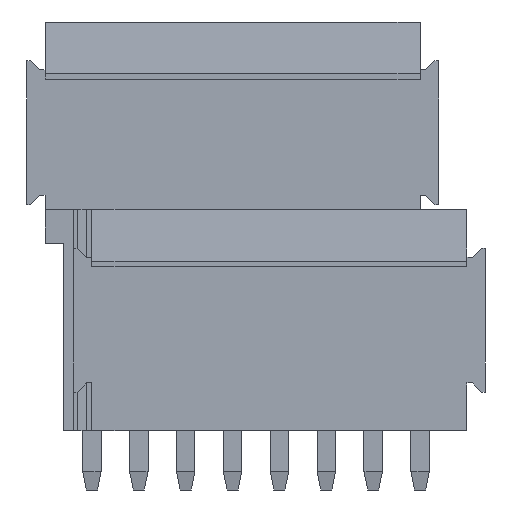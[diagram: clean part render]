
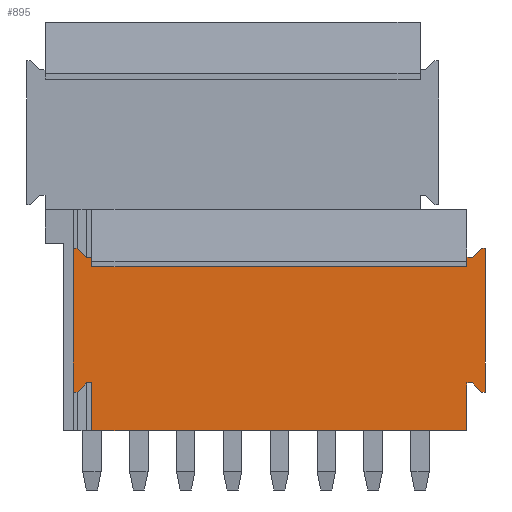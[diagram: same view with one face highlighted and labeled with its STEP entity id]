
A CAD part, front view. The second image highlights one B-rep face of the part: STEP entity #895.
In plain terms, the highlighted planar face has unit normal (0, -1, 0).
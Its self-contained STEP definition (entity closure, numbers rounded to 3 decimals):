
#756=AXIS2_PLACEMENT_3D('Plane Axis2P3D',#753,#754,#755) ;
#660=CARTESIAN_POINT('Vertex',(3.54,0.8,12.1)) ;
#663=CARTESIAN_POINT('Line Origine',(13.7,0.8,12.1)) ;
#667=CARTESIAN_POINT('Vertex',(23.86,0.8,12.1)) ;
#686=CARTESIAN_POINT('Vertex',(3.54,0.8,12.6)) ;
#689=CARTESIAN_POINT('Line Origine',(3.54,0.8,12.35)) ;
#708=CARTESIAN_POINT('Vertex',(3.54,0.8,5.8)) ;
#734=CARTESIAN_POINT('Vertex',(3.54,0.8,3.2)) ;
#737=CARTESIAN_POINT('Line Origine',(3.54,0.8,4.5)) ;
#753=CARTESIAN_POINT('Axis2P3D Location',(1.,0.8,3.2)) ;
#758=CARTESIAN_POINT('Line Origine',(3.39,0.8,12.6)) ;
#762=CARTESIAN_POINT('Vertex',(3.24,0.8,12.6)) ;
#765=CARTESIAN_POINT('Line Origine',(2.99,0.8,12.85)) ;
#769=CARTESIAN_POINT('Vertex',(2.74,0.8,13.1)) ;
#772=CARTESIAN_POINT('Line Origine',(2.64,0.8,13.1)) ;
#776=CARTESIAN_POINT('Vertex',(2.54,0.8,13.1)) ;
#779=CARTESIAN_POINT('Line Origine',(2.54,0.8,9.2)) ;
#783=CARTESIAN_POINT('Vertex',(2.54,0.8,5.3)) ;
#786=CARTESIAN_POINT('Line Origine',(2.64,0.8,5.3)) ;
#790=CARTESIAN_POINT('Vertex',(2.74,0.8,5.3)) ;
#793=CARTESIAN_POINT('Line Origine',(2.99,0.8,5.55)) ;
#797=CARTESIAN_POINT('Vertex',(3.24,0.8,5.8)) ;
#800=CARTESIAN_POINT('Line Origine',(3.39,0.8,5.8)) ;
#805=CARTESIAN_POINT('Line Origine',(13.7,0.8,3.2)) ;
#809=CARTESIAN_POINT('Vertex',(23.86,0.8,3.2)) ;
#812=CARTESIAN_POINT('Line Origine',(23.86,0.8,4.5)) ;
#816=CARTESIAN_POINT('Vertex',(23.86,0.8,5.8)) ;
#819=CARTESIAN_POINT('Line Origine',(24.01,0.8,5.8)) ;
#823=CARTESIAN_POINT('Vertex',(24.16,0.8,5.8)) ;
#826=CARTESIAN_POINT('Line Origine',(24.41,0.8,5.55)) ;
#830=CARTESIAN_POINT('Vertex',(24.66,0.8,5.3)) ;
#833=CARTESIAN_POINT('Line Origine',(24.76,0.8,5.3)) ;
#837=CARTESIAN_POINT('Vertex',(24.86,0.8,5.3)) ;
#840=CARTESIAN_POINT('Line Origine',(24.86,0.8,9.2)) ;
#844=CARTESIAN_POINT('Vertex',(24.86,0.8,13.1)) ;
#847=CARTESIAN_POINT('Line Origine',(24.76,0.8,13.1)) ;
#851=CARTESIAN_POINT('Vertex',(24.66,0.8,13.1)) ;
#854=CARTESIAN_POINT('Line Origine',(24.41,0.8,12.85)) ;
#858=CARTESIAN_POINT('Vertex',(24.16,0.8,12.6)) ;
#861=CARTESIAN_POINT('Line Origine',(24.01,0.8,12.6)) ;
#865=CARTESIAN_POINT('Vertex',(23.86,0.8,12.6)) ;
#868=CARTESIAN_POINT('Line Origine',(23.86,0.8,12.35)) ;
#664=DIRECTION('Vector Direction',(1.,0.,0.)) ;
#690=DIRECTION('Vector Direction',(0.,0.,1.)) ;
#738=DIRECTION('Vector Direction',(0.,0.,1.)) ;
#754=DIRECTION('Axis2P3D Direction',(-0.,1.,0.)) ;
#755=DIRECTION('Axis2P3D XDirection',(0.,0.,1.)) ;
#759=DIRECTION('Vector Direction',(-1.,0.,0.)) ;
#766=DIRECTION('Vector Direction',(-0.707,0.,0.707)) ;
#773=DIRECTION('Vector Direction',(-1.,0.,0.)) ;
#780=DIRECTION('Vector Direction',(0.,0.,-1.)) ;
#787=DIRECTION('Vector Direction',(1.,0.,0.)) ;
#794=DIRECTION('Vector Direction',(0.707,0.,0.707)) ;
#801=DIRECTION('Vector Direction',(1.,0.,0.)) ;
#806=DIRECTION('Vector Direction',(1.,0.,0.)) ;
#813=DIRECTION('Vector Direction',(0.,0.,1.)) ;
#820=DIRECTION('Vector Direction',(-1.,0.,0.)) ;
#827=DIRECTION('Vector Direction',(-0.707,0.,0.707)) ;
#834=DIRECTION('Vector Direction',(-1.,0.,0.)) ;
#841=DIRECTION('Vector Direction',(0.,0.,-1.)) ;
#848=DIRECTION('Vector Direction',(1.,0.,0.)) ;
#855=DIRECTION('Vector Direction',(0.707,0.,0.707)) ;
#862=DIRECTION('Vector Direction',(1.,0.,0.)) ;
#869=DIRECTION('Vector Direction',(0.,0.,1.)) ;
#665=VECTOR('Line Direction',#664,1.) ;
#691=VECTOR('Line Direction',#690,1.) ;
#739=VECTOR('Line Direction',#738,1.) ;
#760=VECTOR('Line Direction',#759,1.) ;
#767=VECTOR('Line Direction',#766,1.) ;
#774=VECTOR('Line Direction',#773,1.) ;
#781=VECTOR('Line Direction',#780,1.) ;
#788=VECTOR('Line Direction',#787,1.) ;
#795=VECTOR('Line Direction',#794,1.) ;
#802=VECTOR('Line Direction',#801,1.) ;
#807=VECTOR('Line Direction',#806,1.) ;
#814=VECTOR('Line Direction',#813,1.) ;
#821=VECTOR('Line Direction',#820,1.) ;
#828=VECTOR('Line Direction',#827,1.) ;
#835=VECTOR('Line Direction',#834,1.) ;
#842=VECTOR('Line Direction',#841,1.) ;
#849=VECTOR('Line Direction',#848,1.) ;
#856=VECTOR('Line Direction',#855,1.) ;
#863=VECTOR('Line Direction',#862,1.) ;
#870=VECTOR('Line Direction',#869,1.) ;
#874=ORIENTED_EDGE('',*,*,#693,.T.) ;
#875=ORIENTED_EDGE('',*,*,#764,.T.) ;
#876=ORIENTED_EDGE('',*,*,#771,.T.) ;
#877=ORIENTED_EDGE('',*,*,#778,.T.) ;
#878=ORIENTED_EDGE('',*,*,#785,.T.) ;
#879=ORIENTED_EDGE('',*,*,#792,.T.) ;
#880=ORIENTED_EDGE('',*,*,#799,.T.) ;
#881=ORIENTED_EDGE('',*,*,#804,.T.) ;
#882=ORIENTED_EDGE('',*,*,#741,.F.) ;
#883=ORIENTED_EDGE('',*,*,#811,.T.) ;
#884=ORIENTED_EDGE('',*,*,#818,.T.) ;
#885=ORIENTED_EDGE('',*,*,#825,.T.) ;
#886=ORIENTED_EDGE('',*,*,#832,.T.) ;
#887=ORIENTED_EDGE('',*,*,#839,.T.) ;
#888=ORIENTED_EDGE('',*,*,#846,.T.) ;
#889=ORIENTED_EDGE('',*,*,#853,.T.) ;
#890=ORIENTED_EDGE('',*,*,#860,.T.) ;
#891=ORIENTED_EDGE('',*,*,#867,.T.) ;
#892=ORIENTED_EDGE('',*,*,#872,.T.) ;
#893=ORIENTED_EDGE('',*,*,#669,.F.) ;
#895=ADVANCED_FACE('Housing',(#894),#757,.F.) ;
#669=EDGE_CURVE('',#661,#668,#666,.T.) ;
#693=EDGE_CURVE('',#661,#687,#692,.T.) ;
#741=EDGE_CURVE('',#735,#709,#740,.T.) ;
#764=EDGE_CURVE('',#687,#763,#761,.T.) ;
#771=EDGE_CURVE('',#763,#770,#768,.T.) ;
#778=EDGE_CURVE('',#770,#777,#775,.T.) ;
#785=EDGE_CURVE('',#777,#784,#782,.T.) ;
#792=EDGE_CURVE('',#784,#791,#789,.T.) ;
#799=EDGE_CURVE('',#791,#798,#796,.T.) ;
#804=EDGE_CURVE('',#798,#709,#803,.T.) ;
#811=EDGE_CURVE('',#735,#810,#808,.T.) ;
#818=EDGE_CURVE('',#810,#817,#815,.T.) ;
#825=EDGE_CURVE('',#817,#824,#822,.F.) ;
#832=EDGE_CURVE('',#824,#831,#829,.F.) ;
#839=EDGE_CURVE('',#831,#838,#836,.F.) ;
#846=EDGE_CURVE('',#838,#845,#843,.F.) ;
#853=EDGE_CURVE('',#845,#852,#850,.F.) ;
#860=EDGE_CURVE('',#852,#859,#857,.F.) ;
#867=EDGE_CURVE('',#859,#866,#864,.F.) ;
#872=EDGE_CURVE('',#866,#668,#871,.F.) ;
#873=EDGE_LOOP('',(#874,#875,#876,#877,#878,#879,#880,#881,#882,#883,#884,#885,#886,#887,#888,#889,#890,#891,#892,#893)) ;
#894=FACE_OUTER_BOUND('',#873,.T.) ;
#666=LINE('Line',#663,#665) ;
#692=LINE('Line',#689,#691) ;
#740=LINE('Line',#737,#739) ;
#761=LINE('Line',#758,#760) ;
#768=LINE('Line',#765,#767) ;
#775=LINE('Line',#772,#774) ;
#782=LINE('Line',#779,#781) ;
#789=LINE('Line',#786,#788) ;
#796=LINE('Line',#793,#795) ;
#803=LINE('Line',#800,#802) ;
#808=LINE('Line',#805,#807) ;
#815=LINE('Line',#812,#814) ;
#822=LINE('Line',#819,#821) ;
#829=LINE('Line',#826,#828) ;
#836=LINE('Line',#833,#835) ;
#843=LINE('Line',#840,#842) ;
#850=LINE('Line',#847,#849) ;
#857=LINE('Line',#854,#856) ;
#864=LINE('Line',#861,#863) ;
#871=LINE('Line',#868,#870) ;
#757=PLANE('',#756) ;
#661=VERTEX_POINT('',#660) ;
#668=VERTEX_POINT('',#667) ;
#687=VERTEX_POINT('',#686) ;
#709=VERTEX_POINT('',#708) ;
#735=VERTEX_POINT('',#734) ;
#763=VERTEX_POINT('',#762) ;
#770=VERTEX_POINT('',#769) ;
#777=VERTEX_POINT('',#776) ;
#784=VERTEX_POINT('',#783) ;
#791=VERTEX_POINT('',#790) ;
#798=VERTEX_POINT('',#797) ;
#810=VERTEX_POINT('',#809) ;
#817=VERTEX_POINT('',#816) ;
#824=VERTEX_POINT('',#823) ;
#831=VERTEX_POINT('',#830) ;
#838=VERTEX_POINT('',#837) ;
#845=VERTEX_POINT('',#844) ;
#852=VERTEX_POINT('',#851) ;
#859=VERTEX_POINT('',#858) ;
#866=VERTEX_POINT('',#865) ;
